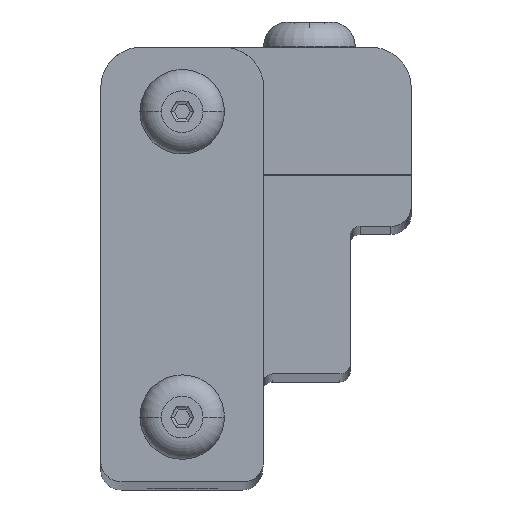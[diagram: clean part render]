
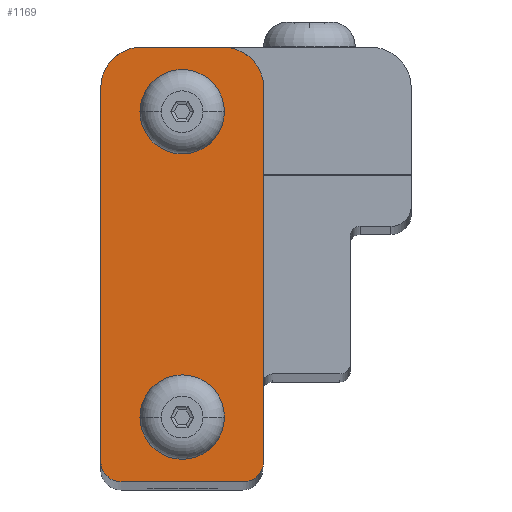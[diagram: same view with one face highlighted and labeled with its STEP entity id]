
A CAD part, top view. The second image highlights one B-rep face of the part: STEP entity #1169.
In plain terms, the highlighted planar face has unit normal (0, 0, 1).
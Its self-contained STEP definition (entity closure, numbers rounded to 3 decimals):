
#284 = CARTESIAN_POINT ( 'NONE',  ( 16., -4., 460.5 ) ) ;
#285 = CARTESIAN_POINT ( 'NONE',  ( 2., -42.7, 460.5 ) ) ;
#286 = CARTESIAN_POINT ( 'NONE',  ( 14., -42.7, 460.5 ) ) ;
#300 = CARTESIAN_POINT ( 'NONE',  ( 12.15, -36.35, 460.5 ) ) ;
#301 = CARTESIAN_POINT ( 'NONE',  ( 12.15, -6.35, 460.5 ) ) ;
#302 = CARTESIAN_POINT ( 'NONE',  ( 3.85, -36.35, 460.5 ) ) ;
#304 = CARTESIAN_POINT ( 'NONE',  ( 3.85, -6.35, 460.5 ) ) ;
#361 = CARTESIAN_POINT ( 'NONE',  ( 12., 0., 460.5 ) ) ;
#363 = CARTESIAN_POINT ( 'NONE',  ( 16., -40.7, 460.5 ) ) ;
#364 = CARTESIAN_POINT ( 'NONE',  ( 4., 0., 460.5 ) ) ;
#365 = CARTESIAN_POINT ( 'NONE',  ( 0., -4., 460.5 ) ) ;
#366 = CARTESIAN_POINT ( 'NONE',  ( 0., -40.7, 460.5 ) ) ;
#832 = CARTESIAN_POINT ( 'NONE',  ( 8., -36.35, 460.5 ) ) ;
#833 = DIRECTION ( 'NONE',  ( 0., 0., 1. ) ) ;
#834 = DIRECTION ( 'NONE',  ( -1., 0., 0. ) ) ;
#837 = CARTESIAN_POINT ( 'NONE',  ( 8., -6.35, 460.5 ) ) ;
#838 = DIRECTION ( 'NONE',  ( 0., 0., 1. ) ) ;
#839 = DIRECTION ( 'NONE',  ( -1., 0., 0. ) ) ;
#840 = CARTESIAN_POINT ( 'NONE',  ( 8., -6.35, 460.5 ) ) ;
#841 = DIRECTION ( 'NONE',  ( 0., 0., 1. ) ) ;
#842 = DIRECTION ( 'NONE',  ( -1., 0., 0. ) ) ;
#1169 = ADVANCED_FACE ( 'NONE', ( #3648, #6358, #3649 ), #3400, .F. ) ;
#1836 = ORIENTED_EDGE ( 'NONE', *, *, #2020, .T. ) ;
#1846 = ORIENTED_EDGE ( 'NONE', *, *, #3371, .F. ) ;
#1855 = ORIENTED_EDGE ( 'NONE', *, *, #2014, .T. ) ;
#1884 = ORIENTED_EDGE ( 'NONE', *, *, #3374, .F. ) ;
#1890 = ORIENTED_EDGE ( 'NONE', *, *, #3376, .F. ) ;
#1903 = ORIENTED_EDGE ( 'NONE', *, *, #2018, .T. ) ;
#1917 = ORIENTED_EDGE ( 'NONE', *, *, #2024, .T. ) ;
#1918 = ORIENTED_EDGE ( 'NONE', *, *, #2016, .T. ) ;
#1921 = ORIENTED_EDGE ( 'NONE', *, *, #2022, .T. ) ;
#1929 = ORIENTED_EDGE ( 'NONE', *, *, #2028, .T. ) ;
#1930 = ORIENTED_EDGE ( 'NONE', *, *, #2030, .F. ) ;
#1932 = ORIENTED_EDGE ( 'NONE', *, *, #2026, .T. ) ;
#2014 = EDGE_CURVE ( 'NONE', #5503, #5580, #7451, .T. ) ;
#2016 = EDGE_CURVE ( 'NONE', #5580, #5583, #7452, .T. ) ;
#2018 = EDGE_CURVE ( 'NONE', #5583, #5584, #7454, .T. ) ;
#2020 = EDGE_CURVE ( 'NONE', #5584, #5585, #7456, .T. ) ;
#2022 = EDGE_CURVE ( 'NONE', #5585, #5504, #7455, .T. ) ;
#2024 = EDGE_CURVE ( 'NONE', #5504, #5505, #7460, .T. ) ;
#2026 = EDGE_CURVE ( 'NONE', #5505, #5582, #7462, .T. ) ;
#2028 = EDGE_CURVE ( 'NONE', #5582, #5503, #7465, .T. ) ;
#2030 = EDGE_CURVE ( 'NONE', #5521, #5519, #7467, .T. ) ;
#2248 = AXIS2_PLACEMENT_3D ( 'NONE', #3394, #3396, #3401 ) ;
#3371 = EDGE_CURVE ( 'NONE', #5519, #5521, #7032, .T. ) ;
#3374 = EDGE_CURVE ( 'NONE', #5520, #5523, #7037, .T. ) ;
#3376 = EDGE_CURVE ( 'NONE', #5523, #5520, #7040, .T. ) ;
#3394 = CARTESIAN_POINT ( 'NONE',  ( 12., -4., 460.5 ) ) ;
#3396 = DIRECTION ( 'NONE',  ( 0., 0., -1. ) ) ;
#3400 = PLANE ( 'NONE',  #2248 ) ;
#3401 = DIRECTION ( 'NONE',  ( -1., 0., 0. ) ) ;
#3648 = FACE_BOUND ( 'NONE', #4553, .T. ) ;
#3649 = FACE_BOUND ( 'NONE', #4655, .T. ) ;
#3916 = AXIS2_PLACEMENT_3D ( 'NONE', #6607, #6608, #6609 ) ;
#3919 = AXIS2_PLACEMENT_3D ( 'NONE', #6619, #6620, #6621 ) ;
#3922 = AXIS2_PLACEMENT_3D ( 'NONE', #6630, #6631, #6632 ) ;
#3983 = AXIS2_PLACEMENT_3D ( 'NONE', #832, #833, #834 ) ;
#3984 = AXIS2_PLACEMENT_3D ( 'NONE', #837, #838, #839 ) ;
#3985 = AXIS2_PLACEMENT_3D ( 'NONE', #840, #841, #842 ) ;
#4240 = AXIS2_PLACEMENT_3D ( 'NONE', #6586, #6587, #6588 ) ;
#4244 = AXIS2_PLACEMENT_3D ( 'NONE', #6596, #6597, #6598 ) ;
#4553 = EDGE_LOOP ( 'NONE', ( #1890, #1884 ) ) ;
#4580 = EDGE_LOOP ( 'NONE', ( #1855, #1918, #1903, #1836, #1921, #1917, #1932, #1929 ) ) ;
#4655 = EDGE_LOOP ( 'NONE', ( #1930, #1846 ) ) ;
#5503 = VERTEX_POINT ( 'NONE', #284 ) ;
#5504 = VERTEX_POINT ( 'NONE', #285 ) ;
#5505 = VERTEX_POINT ( 'NONE', #286 ) ;
#5519 = VERTEX_POINT ( 'NONE', #300 ) ;
#5520 = VERTEX_POINT ( 'NONE', #301 ) ;
#5521 = VERTEX_POINT ( 'NONE', #302 ) ;
#5523 = VERTEX_POINT ( 'NONE', #304 ) ;
#5580 = VERTEX_POINT ( 'NONE', #361 ) ;
#5582 = VERTEX_POINT ( 'NONE', #363 ) ;
#5583 = VERTEX_POINT ( 'NONE', #364 ) ;
#5584 = VERTEX_POINT ( 'NONE', #365 ) ;
#5585 = VERTEX_POINT ( 'NONE', #366 ) ;
#6358 = FACE_OUTER_BOUND ( 'NONE', #4580, .T. ) ;
#6583 = CARTESIAN_POINT ( 'NONE',  ( 4., 0., 460.5 ) ) ;
#6586 = CARTESIAN_POINT ( 'NONE',  ( 12., -4., 460.5 ) ) ;
#6587 = DIRECTION ( 'NONE',  ( 0., 0., 1. ) ) ;
#6588 = DIRECTION ( 'NONE',  ( -1., 0., 0. ) ) ;
#6591 = DIRECTION ( 'NONE',  ( -1., 0., 0. ) ) ;
#6595 = DIRECTION ( 'NONE',  ( 0., -1., 0. ) ) ;
#6596 = CARTESIAN_POINT ( 'NONE',  ( 4., -4., 460.5 ) ) ;
#6597 = DIRECTION ( 'NONE',  ( 0., 0., 1. ) ) ;
#6598 = DIRECTION ( 'NONE',  ( 1., 0., 0. ) ) ;
#6599 = CARTESIAN_POINT ( 'NONE',  ( 0., -40.7, 460.5 ) ) ;
#6606 = DIRECTION ( 'NONE',  ( 1., 0., 0. ) ) ;
#6607 = CARTESIAN_POINT ( 'NONE',  ( 2., -40.7, 460.5 ) ) ;
#6608 = DIRECTION ( 'NONE',  ( 0., 0., 1. ) ) ;
#6609 = DIRECTION ( 'NONE',  ( -1., 0., 0. ) ) ;
#6610 = CARTESIAN_POINT ( 'NONE',  ( 2., -42.7, 460.5 ) ) ;
#6618 = DIRECTION ( 'NONE',  ( 0., 1., 0. ) ) ;
#6619 = CARTESIAN_POINT ( 'NONE',  ( 14., -40.7, 460.5 ) ) ;
#6620 = DIRECTION ( 'NONE',  ( 0., 0., 1. ) ) ;
#6621 = DIRECTION ( 'NONE',  ( -1., 0., 0. ) ) ;
#6622 = CARTESIAN_POINT ( 'NONE',  ( 16., -40.7, 460.5 ) ) ;
#6630 = CARTESIAN_POINT ( 'NONE',  ( 8., -36.35, 460.5 ) ) ;
#6631 = DIRECTION ( 'NONE',  ( 0., 0., 1. ) ) ;
#6632 = DIRECTION ( 'NONE',  ( -1., 0., 0. ) ) ;
#7032 = CIRCLE ( 'NONE', #3983, 4.15 ) ;
#7037 = CIRCLE ( 'NONE', #3984, 4.15 ) ;
#7040 = CIRCLE ( 'NONE', #3985, 4.15 ) ;
#7451 = CIRCLE ( 'NONE', #4240, 4. ) ;
#7452 = LINE ( 'NONE', #6583, #7453 ) ;
#7453 = VECTOR ( 'NONE', #6591, 1000. ) ;
#7454 = CIRCLE ( 'NONE', #4244, 4. ) ;
#7455 = CIRCLE ( 'NONE', #3916, 2. ) ;
#7456 = LINE ( 'NONE', #6599, #7459 ) ;
#7459 = VECTOR ( 'NONE', #6595, 1000. ) ;
#7460 = LINE ( 'NONE', #6610, #7464 ) ;
#7462 = CIRCLE ( 'NONE', #3919, 2. ) ;
#7464 = VECTOR ( 'NONE', #6606, 1000. ) ;
#7465 = LINE ( 'NONE', #6622, #7469 ) ;
#7467 = CIRCLE ( 'NONE', #3922, 4.15 ) ;
#7469 = VECTOR ( 'NONE', #6618, 1000. ) ;
